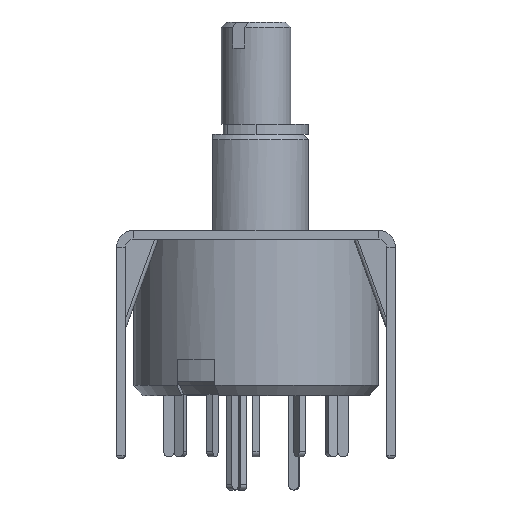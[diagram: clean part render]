
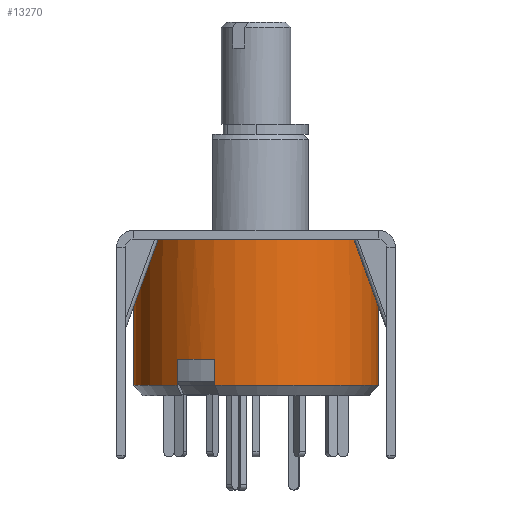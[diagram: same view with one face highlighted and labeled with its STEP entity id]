
A CAD part, front view. The second image highlights one B-rep face of the part: STEP entity #13270.
In plain terms, the highlighted cylindrical face has radius 7 mm (diameter 14 mm), a partial arc.
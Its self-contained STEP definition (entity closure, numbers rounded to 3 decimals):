
#389 = EDGE_CURVE ( 'NONE', #4376, #3642, #9588, .T. ) ;
#660 = VECTOR ( 'NONE', #13255, 1000. ) ;
#810 = DIRECTION ( 'NONE',  ( 0., 0., -1. ) ) ;
#883 = EDGE_CURVE ( 'NONE', #11263, #4921, #11395, .T. ) ;
#1220 = LINE ( 'NONE', #13207, #660 ) ;
#1333 = ORIENTED_EDGE ( 'NONE', *, *, #3226, .T. ) ;
#1348 = CARTESIAN_POINT ( 'NONE',  ( -4.526, -5.34, -5.9 ) ) ;
#1459 = ORIENTED_EDGE ( 'NONE', *, *, #7152, .T. ) ;
#1516 = VECTOR ( 'NONE', #10555, 1000. ) ;
#1546 = CARTESIAN_POINT ( 'NONE',  ( -7., 0., 0.95 ) ) ;
#1629 = ORIENTED_EDGE ( 'NONE', *, *, #12186, .T. ) ;
#1818 = CARTESIAN_POINT ( 'NONE',  ( 0., 0., -7.4 ) ) ;
#2041 = DIRECTION ( 'NONE',  ( 0., 0., -1. ) ) ;
#2070 = AXIS2_PLACEMENT_3D ( 'NONE', #5363, #6591, #10019 ) ;
#2412 = CARTESIAN_POINT ( 'NONE',  ( -2.361, -6.59, 9. ) ) ;
#2627 = LINE ( 'NONE', #9193, #14295 ) ;
#2736 = AXIS2_PLACEMENT_3D ( 'NONE', #4446, #13862, #5823 ) ;
#2830 = ORIENTED_EDGE ( 'NONE', *, *, #389, .T. ) ;
#2880 = CIRCLE ( 'NONE', #5921, 7. ) ;
#2898 = ORIENTED_EDGE ( 'NONE', *, *, #9111, .T. ) ;
#2934 = VECTOR ( 'NONE', #6967, 1000. ) ;
#3226 = EDGE_CURVE ( 'NONE', #4278, #4921, #12075, .T. ) ;
#3642 = VERTEX_POINT ( 'NONE', #14736 ) ;
#3714 = AXIS2_PLACEMENT_3D ( 'NONE', #1818, #810, #9988 ) ;
#3922 = CARTESIAN_POINT ( 'NONE',  ( -4.526, -5.34, -7.4 ) ) ;
#4278 = VERTEX_POINT ( 'NONE', #1546 ) ;
#4376 = VERTEX_POINT ( 'NONE', #1348 ) ;
#4446 = CARTESIAN_POINT ( 'NONE',  ( 0., 0., -5.9 ) ) ;
#4516 = CARTESIAN_POINT ( 'NONE',  ( 7., 0., 0.95 ) ) ;
#4901 = ORIENTED_EDGE ( 'NONE', *, *, #11364, .F. ) ;
#4921 = VERTEX_POINT ( 'NONE', #8474 ) ;
#5363 = CARTESIAN_POINT ( 'NONE',  ( 0., 0., 9. ) ) ;
#5454 = CIRCLE ( 'NONE', #7883, 7. ) ;
#5787 = CARTESIAN_POINT ( 'NONE',  ( -7., 0., 9. ) ) ;
#5794 = EDGE_CURVE ( 'NONE', #14884, #12722, #2880, .T. ) ;
#5823 = DIRECTION ( 'NONE',  ( -1., 0., 0. ) ) ;
#5921 = AXIS2_PLACEMENT_3D ( 'NONE', #7420, #9816, #10987 ) ;
#6591 = DIRECTION ( 'NONE',  ( 0., 0., -1. ) ) ;
#6867 = CARTESIAN_POINT ( 'NONE',  ( 0., 0., 0.95 ) ) ;
#6868 = VERTEX_POINT ( 'NONE', #4516 ) ;
#6967 = DIRECTION ( 'NONE',  ( 0., 0., -1. ) ) ;
#7152 = EDGE_CURVE ( 'NONE', #6868, #4278, #5454, .T. ) ;
#7420 = CARTESIAN_POINT ( 'NONE',  ( 0., 0., -7.4 ) ) ;
#7883 = AXIS2_PLACEMENT_3D ( 'NONE', #6867, #11600, #13001 ) ;
#8474 = CARTESIAN_POINT ( 'NONE',  ( -7., 0., -7.4 ) ) ;
#9111 = EDGE_CURVE ( 'NONE', #11263, #4376, #1220, .T. ) ;
#9193 = CARTESIAN_POINT ( 'NONE',  ( 7., 0., 9. ) ) ;
#9588 = CIRCLE ( 'NONE', #2736, 7. ) ;
#9816 = DIRECTION ( 'NONE',  ( 0., 0., -1. ) ) ;
#9988 = DIRECTION ( 'NONE',  ( 1., 0., 0. ) ) ;
#10019 = DIRECTION ( 'NONE',  ( -1., 0., 0. ) ) ;
#10555 = DIRECTION ( 'NONE',  ( 0., 0., -1. ) ) ;
#10987 = DIRECTION ( 'NONE',  ( 1., 0., 0. ) ) ;
#11027 = LINE ( 'NONE', #2412, #1516 ) ;
#11263 = VERTEX_POINT ( 'NONE', #3922 ) ;
#11364 = EDGE_CURVE ( 'NONE', #6868, #14884, #2627, .T. ) ;
#11395 = CIRCLE ( 'NONE', #3714, 7. ) ;
#11528 = FACE_OUTER_BOUND ( 'NONE', #14700, .T. ) ;
#11600 = DIRECTION ( 'NONE',  ( 0., 0., -1. ) ) ;
#12075 = LINE ( 'NONE', #5787, #2934 ) ;
#12186 = EDGE_CURVE ( 'NONE', #3642, #12722, #11027, .T. ) ;
#12299 = CARTESIAN_POINT ( 'NONE',  ( 7., 0., -7.4 ) ) ;
#12603 = CYLINDRICAL_SURFACE ( 'NONE', #2070, 7. ) ;
#12631 = ORIENTED_EDGE ( 'NONE', *, *, #5794, .F. ) ;
#12722 = VERTEX_POINT ( 'NONE', #13514 ) ;
#13001 = DIRECTION ( 'NONE',  ( -1., 0., 0. ) ) ;
#13207 = CARTESIAN_POINT ( 'NONE',  ( -4.526, -5.34, 9. ) ) ;
#13255 = DIRECTION ( 'NONE',  ( 0., 0., 1. ) ) ;
#13270 = ADVANCED_FACE ( 'NONE', ( #11528 ), #12603, .T. ) ;
#13514 = CARTESIAN_POINT ( 'NONE',  ( -2.361, -6.59, -7.4 ) ) ;
#13610 = ORIENTED_EDGE ( 'NONE', *, *, #883, .F. ) ;
#13862 = DIRECTION ( 'NONE',  ( 0., 0., 1. ) ) ;
#14295 = VECTOR ( 'NONE', #2041, 1000. ) ;
#14700 = EDGE_LOOP ( 'NONE', ( #4901, #1459, #1333, #13610, #2898, #2830, #1629, #12631 ) ) ;
#14736 = CARTESIAN_POINT ( 'NONE',  ( -2.361, -6.59, -5.9 ) ) ;
#14884 = VERTEX_POINT ( 'NONE', #12299 ) ;
